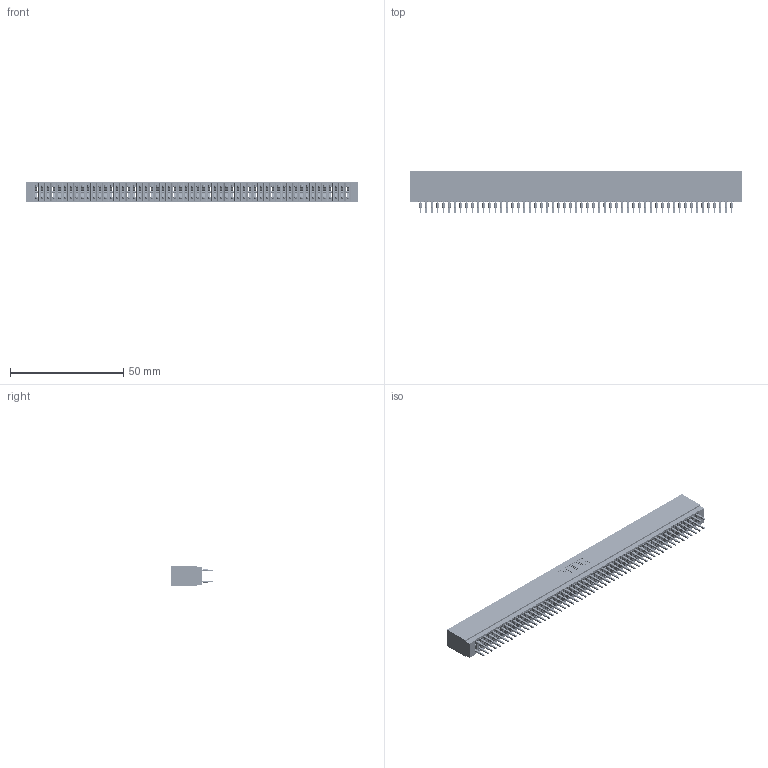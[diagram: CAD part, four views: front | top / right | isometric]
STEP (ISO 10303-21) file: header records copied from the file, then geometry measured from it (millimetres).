
FILE_DESCRIPTION (( 'STEP AP203' ), '1' );
FILE_NAME ('725-110-525-201.STEP', '2020-09-10T09:11:35', ( '' ), ( '' ), 'SwSTEP 2.0', 'SolidWorks 2020', '' );
FILE_SCHEMA (( 'CONFIG_CONTROL_DESIGN' ));
Length unit declared in the file: inch
Products named in the file (3): 725-110-525-201; 725 Part_Insulator Option - 01; 745-292-001_525
Assembly tree (111 placements, depth 2):
  725-110-525-201
    725 Part_Insulator Option - 01
    745-292-001_525  x110
Bounding box: 146.3 x 18.81 x 8.89 mm (x, y, z)
Volume: 11506.3 mm3; surface area: 24515.8 mm2
Topology: 111 solids, 111 shells, 9940 faces, 26709 edges, 16778 vertices
Faces by surface type: plane 5115, bspline 2200, cylinder 1965, torus 660
Entity records: 90789 total; most frequent: CARTESIAN_POINT 16243, ORIENTED_EDGE 15704, DIRECTION 13710, EDGE_CURVE 7852, LINE 7340, VECTOR 7340, VERTEX_POINT 5006, AXIS2_PLACEMENT_3D 3185
